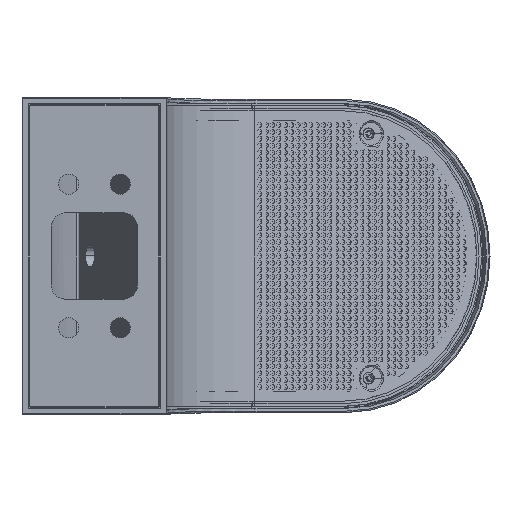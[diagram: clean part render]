
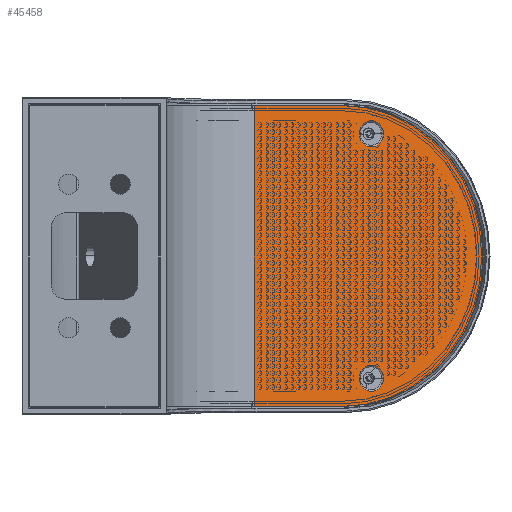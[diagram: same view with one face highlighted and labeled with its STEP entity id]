
A CAD part, front view. The second image highlights one B-rep face of the part: STEP entity #45458.
In plain terms, the highlighted face is planar.
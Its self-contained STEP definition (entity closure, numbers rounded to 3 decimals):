
#1062 = VECTOR ( 'NONE', #19894, 1000. ) ;
#1768 = CARTESIAN_POINT ( 'NONE',  ( -42.5, 2., -5.45 ) ) ;
#1852 = ORIENTED_EDGE ( 'NONE', *, *, #17795, .T. ) ;
#2103 = VECTOR ( 'NONE', #8610, 1000. ) ;
#2167 = CIRCLE ( 'NONE', #30065, 4.55 ) ;
#2302 = DIRECTION ( 'NONE',  ( 0., -1., 0. ) ) ;
#2315 = EDGE_CURVE ( 'NONE', #28733, #32059, #42386, .T. ) ;
#3421 = CIRCLE ( 'NONE', #16948, 52.344 ) ;
#3683 = CARTESIAN_POINT ( 'NONE',  ( 0., 2., 0. ) ) ;
#3838 = VERTEX_POINT ( 'NONE', #13085 ) ;
#3876 = CARTESIAN_POINT ( 'NONE',  ( 42.5, 2., -10. ) ) ;
#4105 = VERTEX_POINT ( 'NONE', #23040 ) ;
#4134 = DIRECTION ( 'NONE',  ( 0., 1., 0. ) ) ;
#4935 = EDGE_CURVE ( 'NONE', #9138, #3838, #34562, .T. ) ;
#5000 = CARTESIAN_POINT ( 'NONE',  ( -52.344, 2., 34.136 ) ) ;
#5692 = LINE ( 'NONE', #48288, #41636 ) ;
#6722 = CARTESIAN_POINT ( 'NONE',  ( 0., 2., 0. ) ) ;
#6904 = PLANE ( 'NONE',  #34679 ) ;
#7420 = CARTESIAN_POINT ( 'NONE',  ( 0., 2., -52.344 ) ) ;
#7885 = FACE_OUTER_BOUND ( 'NONE', #22385, .T. ) ;
#8260 = AXIS2_PLACEMENT_3D ( 'NONE', #42796, #27387, #31347 ) ;
#8475 = EDGE_LOOP ( 'NONE', ( #40106, #14951 ) ) ;
#8584 = ORIENTED_EDGE ( 'NONE', *, *, #29207, .T. ) ;
#8610 = DIRECTION ( 'NONE',  ( 0., 0., -1. ) ) ;
#9138 = VERTEX_POINT ( 'NONE', #32173 ) ;
#10941 = CIRCLE ( 'NONE', #49112, 4.55 ) ;
#11187 = DIRECTION ( 'NONE',  ( 0., 1., 0. ) ) ;
#12274 = ORIENTED_EDGE ( 'NONE', *, *, #12713, .T. ) ;
#12549 = EDGE_CURVE ( 'NONE', #35567, #9138, #5692, .T. ) ;
#12713 = EDGE_CURVE ( 'NONE', #3838, #29753, #3421, .T. ) ;
#12881 = EDGE_CURVE ( 'NONE', #4105, #35567, #30863, .T. ) ;
#13085 = CARTESIAN_POINT ( 'NONE',  ( 52.344, 2., 0. ) ) ;
#13318 = EDGE_CURVE ( 'NONE', #45336, #13879, #14640, .T. ) ;
#13587 = AXIS2_PLACEMENT_3D ( 'NONE', #6722, #44850, #37637 ) ;
#13879 = VERTEX_POINT ( 'NONE', #24310 ) ;
#14640 = CIRCLE ( 'NONE', #8260, 4.55 ) ;
#14951 = ORIENTED_EDGE ( 'NONE', *, *, #16848, .T. ) ;
#15403 = DIRECTION ( 'NONE',  ( 0., 0., 1. ) ) ;
#16484 = CARTESIAN_POINT ( 'NONE',  ( 42.5, 2., -5.45 ) ) ;
#16848 = EDGE_CURVE ( 'NONE', #13879, #45336, #2167, .T. ) ;
#16948 = AXIS2_PLACEMENT_3D ( 'NONE', #3683, #11187, #15403 ) ;
#17795 = EDGE_CURVE ( 'NONE', #32059, #28733, #10941, .T. ) ;
#19331 = ORIENTED_EDGE ( 'NONE', *, *, #4935, .T. ) ;
#19845 = CARTESIAN_POINT ( 'NONE',  ( 52.344, 2., 0. ) ) ;
#19894 = DIRECTION ( 'NONE',  ( 0., 0., 1. ) ) ;
#22383 = FACE_BOUND ( 'NONE', #8475, .T. ) ;
#22385 = EDGE_LOOP ( 'NONE', ( #23084, #19331, #12274, #8584, #41801 ) ) ;
#23040 = CARTESIAN_POINT ( 'NONE',  ( -52.344, 2., 0. ) ) ;
#23084 = ORIENTED_EDGE ( 'NONE', *, *, #12549, .T. ) ;
#24310 = CARTESIAN_POINT ( 'NONE',  ( -42.5, 2., -14.55 ) ) ;
#25665 = DIRECTION ( 'NONE',  ( 1., 0., 0. ) ) ;
#26347 = CIRCLE ( 'NONE', #13587, 52.344 ) ;
#27382 = CARTESIAN_POINT ( 'NONE',  ( -52.344, 2., 0. ) ) ;
#27387 = DIRECTION ( 'NONE',  ( 0., -1., 0. ) ) ;
#28504 = CARTESIAN_POINT ( 'NONE',  ( -42.5, 2., -10. ) ) ;
#28733 = VERTEX_POINT ( 'NONE', #41186 ) ;
#29207 = EDGE_CURVE ( 'NONE', #29753, #4105, #26347, .T. ) ;
#29753 = VERTEX_POINT ( 'NONE', #7420 ) ;
#30065 = AXIS2_PLACEMENT_3D ( 'NONE', #28504, #2302, #43671 ) ;
#30786 = CARTESIAN_POINT ( 'NONE',  ( 42.5, 2., -10. ) ) ;
#30797 = DIRECTION ( 'NONE',  ( 0., -1., 0. ) ) ;
#30863 = LINE ( 'NONE', #27382, #1062 ) ;
#31347 = DIRECTION ( 'NONE',  ( 0., 0., 1. ) ) ;
#32059 = VERTEX_POINT ( 'NONE', #16484 ) ;
#32173 = CARTESIAN_POINT ( 'NONE',  ( 52.344, 2., 34.136 ) ) ;
#34562 = LINE ( 'NONE', #19845, #2103 ) ;
#34679 = AXIS2_PLACEMENT_3D ( 'NONE', #48499, #4134, #45020 ) ;
#35567 = VERTEX_POINT ( 'NONE', #5000 ) ;
#37569 = FACE_BOUND ( 'NONE', #42272, .T. ) ;
#37637 = DIRECTION ( 'NONE',  ( 0., 0., 1. ) ) ;
#40106 = ORIENTED_EDGE ( 'NONE', *, *, #13318, .T. ) ;
#41186 = CARTESIAN_POINT ( 'NONE',  ( 42.5, 2., -14.55 ) ) ;
#41618 = AXIS2_PLACEMENT_3D ( 'NONE', #3876, #30797, #42014 ) ;
#41636 = VECTOR ( 'NONE', #25665, 1000. ) ;
#41750 = DIRECTION ( 'NONE',  ( 0., 0., 1. ) ) ;
#41801 = ORIENTED_EDGE ( 'NONE', *, *, #12881, .T. ) ;
#42014 = DIRECTION ( 'NONE',  ( 0., 0., 1. ) ) ;
#42272 = EDGE_LOOP ( 'NONE', ( #1852, #43398 ) ) ;
#42386 = CIRCLE ( 'NONE', #41618, 4.55 ) ;
#42796 = CARTESIAN_POINT ( 'NONE',  ( -42.5, 2., -10. ) ) ;
#43398 = ORIENTED_EDGE ( 'NONE', *, *, #2315, .T. ) ;
#43671 = DIRECTION ( 'NONE',  ( 0., 0., 1. ) ) ;
#44850 = DIRECTION ( 'NONE',  ( 0., 1., 0. ) ) ;
#45020 = DIRECTION ( 'NONE',  ( 0., 0., 1. ) ) ;
#45336 = VERTEX_POINT ( 'NONE', #1768 ) ;
#45458 = ADVANCED_FACE ( 'NONE', ( #37569, #22383, #7885 ), #6904, .T. ) ;
#48288 = CARTESIAN_POINT ( 'NONE',  ( -52.644, 2., 34.136 ) ) ;
#48499 = CARTESIAN_POINT ( 'NONE',  ( 0., 2., 0. ) ) ;
#49112 = AXIS2_PLACEMENT_3D ( 'NONE', #30786, #49210, #41750 ) ;
#49210 = DIRECTION ( 'NONE',  ( 0., -1., 0. ) ) ;
